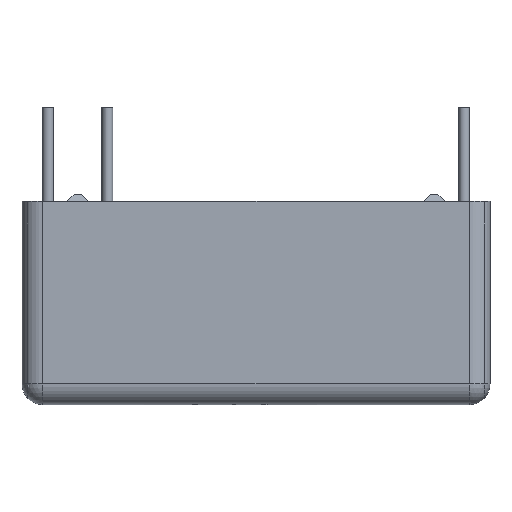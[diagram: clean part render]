
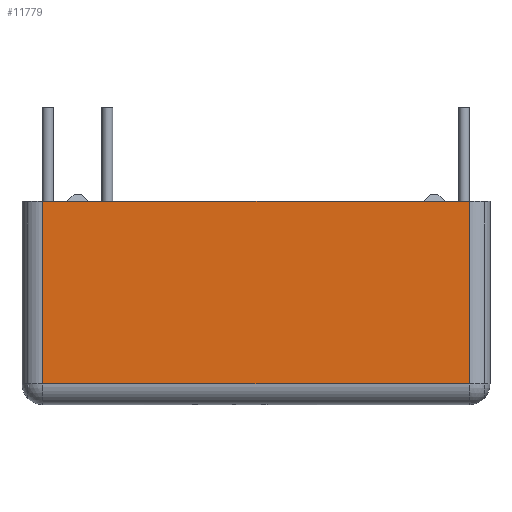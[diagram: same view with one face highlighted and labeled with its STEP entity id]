
A CAD part, front view. The second image highlights one B-rep face of the part: STEP entity #11779.
In plain terms, the highlighted planar face has unit normal (0, -1, 0).
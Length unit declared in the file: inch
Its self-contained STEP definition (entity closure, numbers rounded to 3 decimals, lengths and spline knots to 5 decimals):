
#10941=CARTESIAN_POINT('',(0.3585,-0.098,-0.136));
#10942=VERTEX_POINT('',#10941);
#10950=CARTESIAN_POINT('',(-0.3585,-0.098,-0.136));
#10951=VERTEX_POINT('',#10950);
#10952=CARTESIAN_POINT('',(0.3585,-0.098,-0.136));
#10953=DIRECTION('',(-1.0,0.0,0.0));
#10954=VECTOR('',#10953,0.717);
#10955=LINE('',#10952,#10954);
#10956=EDGE_CURVE('',#10942,#10951,#10955,.T.);
#11591=CARTESIAN_POINT('',(-0.3585,-0.098,0.171));
#11592=VERTEX_POINT('',#11591);
#11609=CARTESIAN_POINT('',(-0.3585,-0.098,-0.136));
#11610=DIRECTION('',(0.0,0.0,1.0));
#11611=VECTOR('',#11610,0.307);
#11612=LINE('',#11609,#11611);
#11613=EDGE_CURVE('',#10951,#11592,#11612,.T.);
#11625=CARTESIAN_POINT('',(0.3585,-0.098,0.171));
#11626=VERTEX_POINT('',#11625);
#11634=CARTESIAN_POINT('',(0.3585,-0.098,0.171));
#11635=DIRECTION('',(0.0,0.0,-1.0));
#11636=VECTOR('',#11635,0.307);
#11637=LINE('',#11634,#11636);
#11638=EDGE_CURVE('',#11626,#10942,#11637,.T.);
#11675=CARTESIAN_POINT('',(-0.3585,-0.098,0.171));
#11676=DIRECTION('',(1.0,0.0,0.0));
#11677=VECTOR('',#11676,0.717);
#11678=LINE('',#11675,#11677);
#11679=EDGE_CURVE('',#11592,#11626,#11678,.T.);
#11768=CARTESIAN_POINT('',(0.0,-0.098,0.0));
#11769=DIRECTION('',(0.0,1.0,0.0));
#11770=DIRECTION('',(0.0,0.0,1.0));
#11771=AXIS2_PLACEMENT_3D('',#11768,#11769,#11770);
#11772=PLANE('',#11771);
#11773=ORIENTED_EDGE('',*,*,#11613,.F.);
#11774=ORIENTED_EDGE('',*,*,#10956,.F.);
#11775=ORIENTED_EDGE('',*,*,#11638,.F.);
#11776=ORIENTED_EDGE('',*,*,#11679,.F.);
#11777=EDGE_LOOP('',(#11773,#11774,#11775,#11776));
#11778=FACE_OUTER_BOUND('',#11777,.T.);
#11779=ADVANCED_FACE('',(#11778),#11772,.F.);
